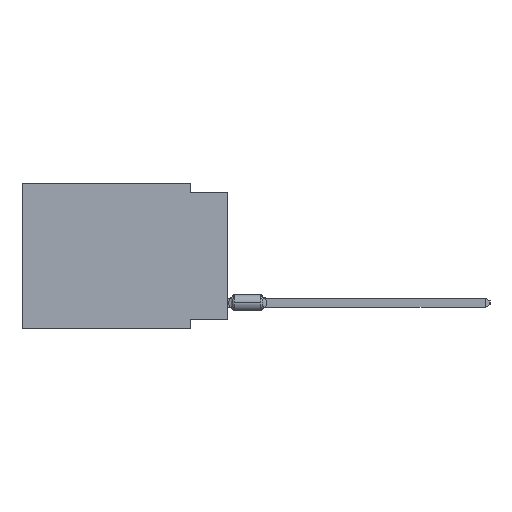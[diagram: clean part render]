
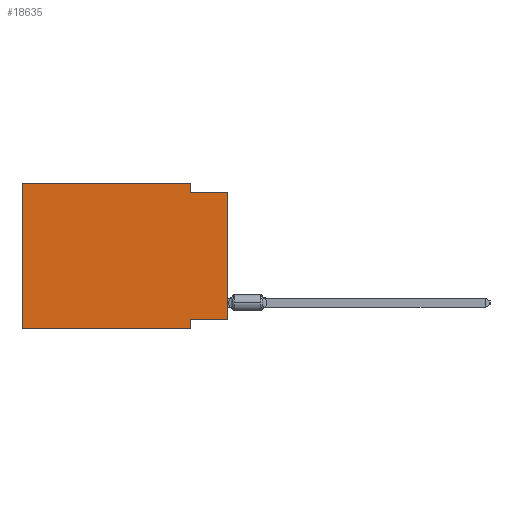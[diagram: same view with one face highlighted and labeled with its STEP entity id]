
A CAD part, left-side view. The second image highlights one B-rep face of the part: STEP entity #18635.
In plain terms, the highlighted planar face has unit normal (-1, 0, 0).
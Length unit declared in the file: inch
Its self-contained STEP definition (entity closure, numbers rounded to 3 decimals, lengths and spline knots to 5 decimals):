
#419 = ORIENTED_EDGE ( 'NONE', *, *, #40757, .T. ) ;
#699 = ORIENTED_EDGE ( 'NONE', *, *, #60262, .F. ) ;
#2396 = ORIENTED_EDGE ( 'NONE', *, *, #41645, .F. ) ;
#3451 = CARTESIAN_POINT ( 'NONE',  ( 0., 0.55, -0.39 ) ) ;
#3933 = LINE ( 'NONE', #44483, #47672 ) ;
#3953 = VERTEX_POINT ( 'NONE', #45113 ) ;
#4713 = EDGE_CURVE ( 'NONE', #39192, #15485, #3933, .T. ) ;
#11245 = PLANE ( 'NONE',  #47389 ) ;
#12712 = ORIENTED_EDGE ( 'NONE', *, *, #57094, .F. ) ;
#12797 = VERTEX_POINT ( 'NONE', #60925 ) ;
#12962 = CARTESIAN_POINT ( 'NONE',  ( 0., 0.1, -0.365 ) ) ;
#15474 = VERTEX_POINT ( 'NONE', #71247 ) ;
#15485 = VERTEX_POINT ( 'NONE', #12962 ) ;
#18143 = CARTESIAN_POINT ( 'NONE',  ( 0., 0.55, 0. ) ) ;
#18635 = ADVANCED_FACE ( 'NONE', ( #57009 ), #11245, .F. ) ;
#20553 = ORIENTED_EDGE ( 'NONE', *, *, #48430, .F. ) ;
#21675 = CARTESIAN_POINT ( 'NONE',  ( 0., 0., -0.365 ) ) ;
#23545 = LINE ( 'NONE', #49892, #39301 ) ;
#25943 = LINE ( 'NONE', #78648, #63298 ) ;
#27972 = LINE ( 'NONE', #60371, #67119 ) ;
#28057 = LINE ( 'NONE', #3451, #63185 ) ;
#28911 = CARTESIAN_POINT ( 'NONE',  ( 0., 0.55, -0.39 ) ) ;
#29241 = LINE ( 'NONE', #35285, #42028 ) ;
#30668 = DIRECTION ( 'NONE',  ( 0., 0., -1. ) ) ;
#31666 = EDGE_CURVE ( 'NONE', #36137, #12797, #29241, .T. ) ;
#35261 = EDGE_CURVE ( 'NONE', #39192, #12797, #23545, .T. ) ;
#35285 = CARTESIAN_POINT ( 'NONE',  ( 0., 0., -0.025 ) ) ;
#36137 = VERTEX_POINT ( 'NONE', #64334 ) ;
#37136 = DIRECTION ( 'NONE',  ( 0., 1., 0. ) ) ;
#37762 = DIRECTION ( 'NONE',  ( 0., 0., 1. ) ) ;
#38729 = VECTOR ( 'NONE', #44350, 39.37008 ) ;
#39192 = VERTEX_POINT ( 'NONE', #21675 ) ;
#39301 = VECTOR ( 'NONE', #37762, 39.37008 ) ;
#40565 = ORIENTED_EDGE ( 'NONE', *, *, #31666, .F. ) ;
#40757 = EDGE_CURVE ( 'NONE', #67506, #15474, #28057, .T. ) ;
#41645 = EDGE_CURVE ( 'NONE', #15485, #15474, #25943, .T. ) ;
#41777 = DIRECTION ( 'NONE',  ( 0., -1., 0. ) ) ;
#42028 = VECTOR ( 'NONE', #41777, 39.37008 ) ;
#43635 = DIRECTION ( 'NONE',  ( 1., 0., 0. ) ) ;
#44350 = DIRECTION ( 'NONE',  ( 0., -1., 0. ) ) ;
#44483 = CARTESIAN_POINT ( 'NONE',  ( 0., 0., -0.365 ) ) ;
#45113 = CARTESIAN_POINT ( 'NONE',  ( 0., 0.55, 0. ) ) ;
#47389 = AXIS2_PLACEMENT_3D ( 'NONE', #18143, #43635, #30668 ) ;
#47672 = VECTOR ( 'NONE', #37136, 39.37008 ) ;
#48430 = EDGE_CURVE ( 'NONE', #3953, #74922, #76761, .T. ) ;
#49892 = CARTESIAN_POINT ( 'NONE',  ( 0., 0., 0. ) ) ;
#50031 = CARTESIAN_POINT ( 'NONE',  ( 0., 0.1, 0. ) ) ;
#51681 = CARTESIAN_POINT ( 'NONE',  ( 0., 0.55, 0. ) ) ;
#53482 = DIRECTION ( 'NONE',  ( 0., 0., 1. ) ) ;
#57009 = FACE_OUTER_BOUND ( 'NONE', #72080, .T. ) ;
#57094 = EDGE_CURVE ( 'NONE', #67506, #3953, #27972, .T. ) ;
#58532 = LINE ( 'NONE', #64177, #79755 ) ;
#60262 = EDGE_CURVE ( 'NONE', #74922, #36137, #58532, .T. ) ;
#60371 = CARTESIAN_POINT ( 'NONE',  ( 0., 0.55, 0. ) ) ;
#60925 = CARTESIAN_POINT ( 'NONE',  ( 0., 0., -0.025 ) ) ;
#62595 = DIRECTION ( 'NONE',  ( 0., -1., 0. ) ) ;
#63185 = VECTOR ( 'NONE', #62595, 39.37008 ) ;
#63298 = VECTOR ( 'NONE', #77382, 39.37008 ) ;
#64177 = CARTESIAN_POINT ( 'NONE',  ( 0., 0.1, 0. ) ) ;
#64334 = CARTESIAN_POINT ( 'NONE',  ( 0., 0.1, -0.025 ) ) ;
#67119 = VECTOR ( 'NONE', #53482, 39.37008 ) ;
#67506 = VERTEX_POINT ( 'NONE', #28911 ) ;
#68688 = ORIENTED_EDGE ( 'NONE', *, *, #35261, .T. ) ;
#69867 = ORIENTED_EDGE ( 'NONE', *, *, #4713, .F. ) ;
#71247 = CARTESIAN_POINT ( 'NONE',  ( 0., 0.1, -0.39 ) ) ;
#72080 = EDGE_LOOP ( 'NONE', ( #68688, #40565, #699, #20553, #12712, #419, #2396, #69867 ) ) ;
#74922 = VERTEX_POINT ( 'NONE', #50031 ) ;
#76725 = DIRECTION ( 'NONE',  ( 0., 0., -1. ) ) ;
#76761 = LINE ( 'NONE', #51681, #38729 ) ;
#77382 = DIRECTION ( 'NONE',  ( 0., 0., -1. ) ) ;
#78648 = CARTESIAN_POINT ( 'NONE',  ( 0., 0.1, -0.39 ) ) ;
#79755 = VECTOR ( 'NONE', #76725, 39.37008 ) ;
